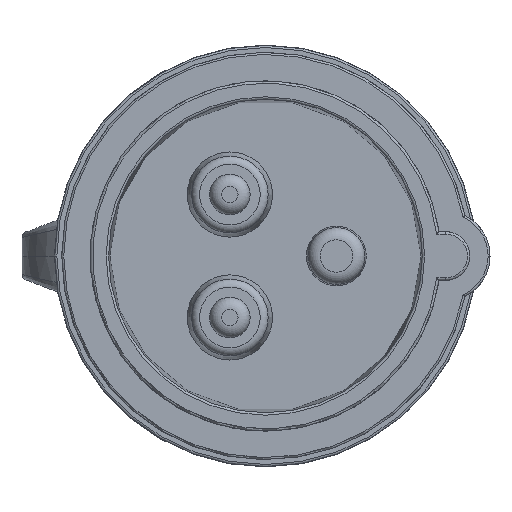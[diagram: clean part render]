
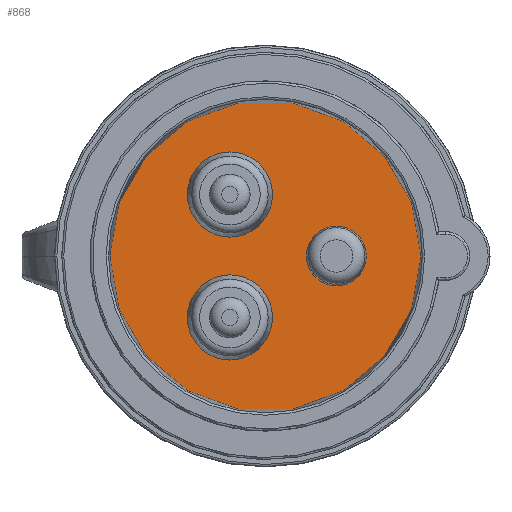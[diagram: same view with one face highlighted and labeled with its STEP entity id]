
A CAD part, front view. The second image highlights one B-rep face of the part: STEP entity #868.
In plain terms, the highlighted planar face has unit normal (0, -1, 0).
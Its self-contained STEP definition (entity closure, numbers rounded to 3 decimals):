
#457 = FACE_BOUND ( 'NONE', #6107, .T. ) ;
#612 = EDGE_CURVE ( 'NONE', #28769, #28769, #15506, .T. ) ;
#677 = CARTESIAN_POINT ( 'NONE',  ( 0., -3., 0. ) ) ;
#868 = ADVANCED_FACE ( 'NONE', ( #457, #18752, #24837, #12640 ), #3485, .F. ) ;
#2114 = CARTESIAN_POINT ( 'NONE',  ( -19.15, -3., 0. ) ) ;
#2235 = VERTEX_POINT ( 'NONE', #2114 ) ;
#2552 = DIRECTION ( 'NONE',  ( 0., -1., 0. ) ) ;
#2692 = ORIENTED_EDGE ( 'NONE', *, *, #4756, .F. ) ;
#2983 = DIRECTION ( 'NONE',  ( -1., 0., 0. ) ) ;
#3485 = PLANE ( 'NONE',  #19618 ) ;
#4002 = EDGE_CURVE ( 'NONE', #10443, #10443, #22620, .T. ) ;
#4278 = EDGE_LOOP ( 'NONE', ( #12486 ) ) ;
#4756 = EDGE_CURVE ( 'NONE', #28062, #28062, #24031, .T. ) ;
#5020 = EDGE_LOOP ( 'NONE', ( #2692 ) ) ;
#5273 = DIRECTION ( 'NONE',  ( 0., -1., 0. ) ) ;
#6107 = EDGE_LOOP ( 'NONE', ( #8832 ) ) ;
#8008 = DIRECTION ( 'NONE',  ( 0., -1., 0. ) ) ;
#8832 = ORIENTED_EDGE ( 'NONE', *, *, #612, .F. ) ;
#10184 = CIRCLE ( 'NONE', #23795, 19.15 ) ;
#10443 = VERTEX_POINT ( 'NONE', #13387 ) ;
#10938 = AXIS2_PLACEMENT_3D ( 'NONE', #21772, #8008, #24069 ) ;
#11295 = AXIS2_PLACEMENT_3D ( 'NONE', #19013, #5273, #21338 ) ;
#12486 = ORIENTED_EDGE ( 'NONE', *, *, #4002, .F. ) ;
#12640 = FACE_OUTER_BOUND ( 'NONE', #17800, .T. ) ;
#12906 = ORIENTED_EDGE ( 'NONE', *, *, #13312, .F. ) ;
#13312 = EDGE_CURVE ( 'NONE', #2235, #2235, #10184, .T. ) ;
#13387 = CARTESIAN_POINT ( 'NONE',  ( -9.625, -3., 7.578 ) ) ;
#14991 = DIRECTION ( 'NONE',  ( -1., 0., 0. ) ) ;
#15506 = CIRCLE ( 'NONE', #10938, 3.681 ) ;
#15708 = CARTESIAN_POINT ( 'NONE',  ( -9.625, -3., -7.578 ) ) ;
#16256 = CARTESIAN_POINT ( 'NONE',  ( -4.375, -3., 7.578 ) ) ;
#16696 = DIRECTION ( 'NONE',  ( 0., 1., 0. ) ) ;
#17614 = AXIS2_PLACEMENT_3D ( 'NONE', #16256, #2552, #18593 ) ;
#17800 = EDGE_LOOP ( 'NONE', ( #12906 ) ) ;
#18593 = DIRECTION ( 'NONE',  ( -1., 0., 0. ) ) ;
#18752 = FACE_BOUND ( 'NONE', #4278, .T. ) ;
#19013 = CARTESIAN_POINT ( 'NONE',  ( -4.375, -3., -7.578 ) ) ;
#19618 = AXIS2_PLACEMENT_3D ( 'NONE', #21851, #28755, #14991 ) ;
#21338 = DIRECTION ( 'NONE',  ( -1., 0., 0. ) ) ;
#21772 = CARTESIAN_POINT ( 'NONE',  ( 8.75, -3., 0. ) ) ;
#21851 = CARTESIAN_POINT ( 'NONE',  ( 0., -3., 0. ) ) ;
#22620 = CIRCLE ( 'NONE', #17614, 5.25 ) ;
#23795 = AXIS2_PLACEMENT_3D ( 'NONE', #677, #16696, #2983 ) ;
#24031 = CIRCLE ( 'NONE', #11295, 5.25 ) ;
#24069 = DIRECTION ( 'NONE',  ( -1., 0., 0. ) ) ;
#24740 = CARTESIAN_POINT ( 'NONE',  ( 5.069, -3., 0. ) ) ;
#24837 = FACE_BOUND ( 'NONE', #5020, .T. ) ;
#28062 = VERTEX_POINT ( 'NONE', #15708 ) ;
#28755 = DIRECTION ( 'NONE',  ( 0., 1., 0. ) ) ;
#28769 = VERTEX_POINT ( 'NONE', #24740 ) ;
